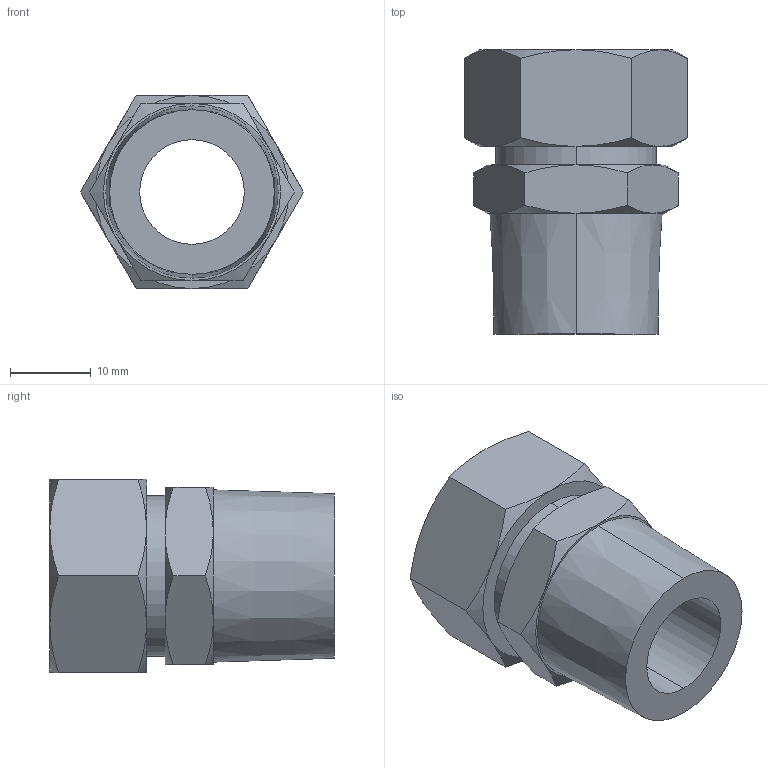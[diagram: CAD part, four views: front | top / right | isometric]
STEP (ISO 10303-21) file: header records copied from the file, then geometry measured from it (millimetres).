
FILE_DESCRIPTION (( 'STEP AP214' ), '1' );
FILE_NAME ('IN-225-101-2.STEP', '2018-05-24T02:08:18', ( 'SONIC' ), ( 'UNITCOM PC' ), 'SwSTEP 2.0', 'SolidWorks 2015', '' );
FILE_SCHEMA (( 'AUTOMOTIVE_DESIGN' ));
Length unit declared in the file: millimetre
Products named in the file (1): IN-225-101-2
Bounding box: 27.71 x 35.3 x 24 mm (x, y, z)
Volume: 8516.5 mm3; surface area: 4978.2 mm2
Topology: 1 solids, 1 shells, 54 faces, 116 edges, 68 vertices
Faces by surface type: cone 30, plane 18, cylinder 6
Entity records: 1670 total; most frequent: CARTESIAN_POINT 527, ORIENTED_EDGE 232, DIRECTION 222, EDGE_CURVE 116, AXIS2_PLACEMENT_3D 99, VERTEX_POINT 68, EDGE_LOOP 60, FACE_OUTER_BOUND 54
